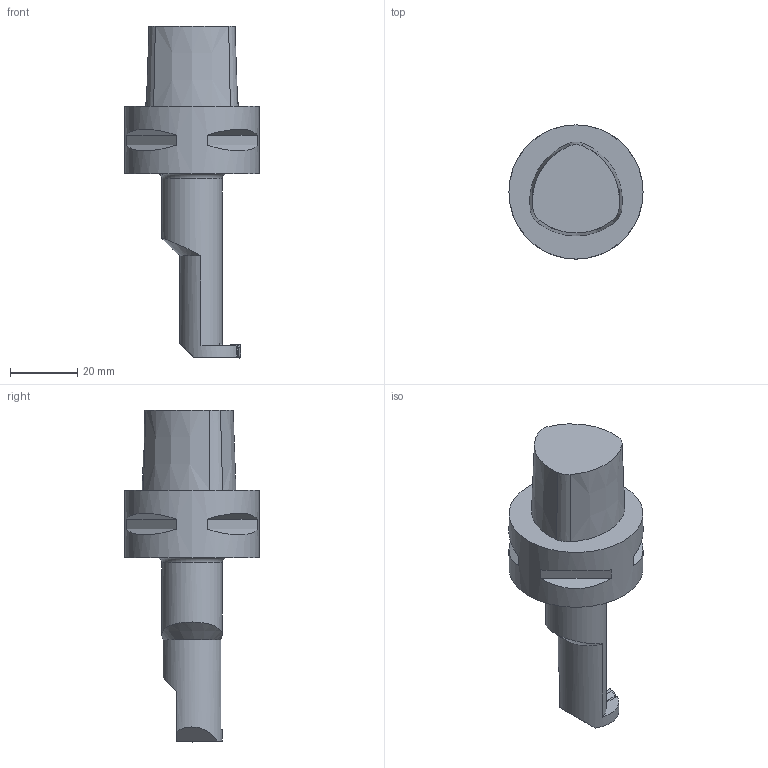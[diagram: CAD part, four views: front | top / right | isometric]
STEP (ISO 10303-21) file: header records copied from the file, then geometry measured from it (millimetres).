
FILE_DESCRIPTION(/* description */ (''),/* implementation_level */ '2;1');
FILE_NAME(/* name */ 'C4-CGFL-15075-1304.stp',/* time_stamp */ '2018-02-15T16:17:46+06:00',/* author */ (''),/* organization */ (''),/* preprocessor_version */ 'ST-DEVELOPER v16',/* originating_system */ 'SIEMENS PLM Software NX 11.0',/* authorisation */ '');
FILE_SCHEMA (('AUTOMOTIVE_DESIGN { 1 0 10303 214 3 1 1 1 }'));
Length unit declared in the file: millimetre
Products named in the file (1): inpuDD2Fhezl
Bounding box: 40 x 40 x 98.98 mm (x, y, z)
Volume: 48380 mm3; surface area: 11280.3 mm2
Topology: 3 solids, 3 shells, 115 faces, 282 edges, 178 vertices
Faces by surface type: plane 60, cylinder 27, bspline 16, cone 7, extrusion 4, torus 1
Full cylindrical faces by diameter (mm): 18 x1, 40 x1
Entity records: 3795 total; most frequent: CARTESIAN_POINT 1161, ORIENTED_EDGE 554, DIRECTION 497, EDGE_CURVE 277, VERTEX_POINT 176, AXIS2_PLACEMENT_3D 171, VECTOR 155, LINE 151
